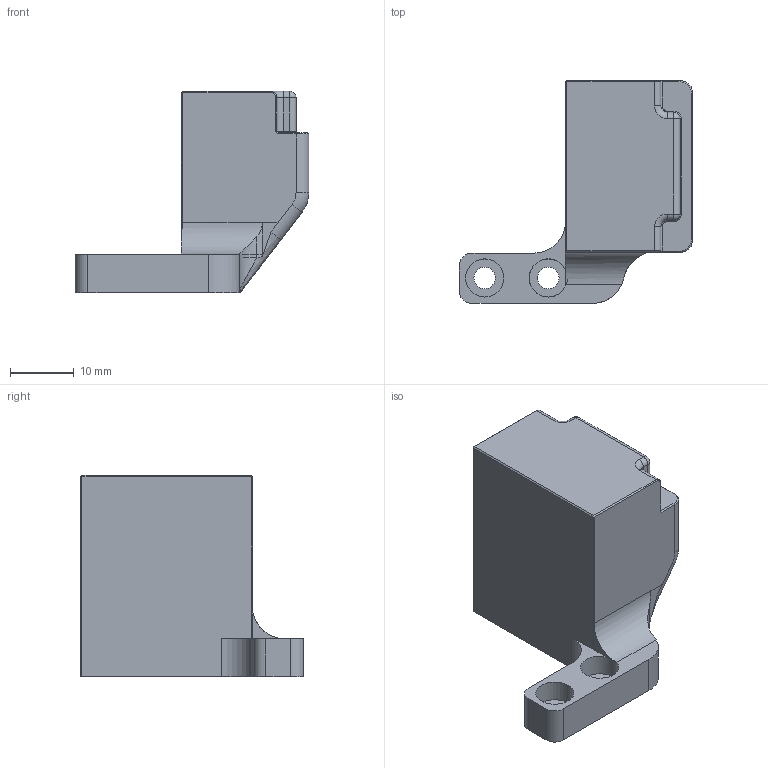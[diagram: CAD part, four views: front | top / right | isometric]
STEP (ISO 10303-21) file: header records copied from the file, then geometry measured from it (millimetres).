
FILE_DESCRIPTION(/* description */ ('STEP AP203'),/* implementation_level */ '2;1');
FILE_NAME(/* name */ '',/* time_stamp */ '2025-11-03T18:18:10+08:00',/* author */ (''),/* organization */ (''),/* preprocessor_version */ 'ST-DEVELOPER v20.1',/* originating_system */ 'Autodesk Translation Framework v14.17.0.0',/* authorisation */ '');
FILE_SCHEMA (('AUTOMOTIVE_DESIGN { 1 0 10303 214 3 1 1 }'));
Length unit declared in the file: millimetre
Products named in the file (1): ÐÇº£Í¼G1×ª½Ó¼
þ
Bounding box: 36.72 x 35 x 31.66 mm (x, y, z)
Volume: 10484.5 mm3; surface area: 5159 mm2
Topology: 1 solids, 1 shells, 110 faces, 272 edges, 163 vertices
Faces by surface type: plane 52, cylinder 35, cone 11, sphere 4, bspline 4, torus 4
Full cylindrical faces by diameter (mm): 2.5 x2, 3.4 x2, 6 x2
Entity records: 3445 total; most frequent: CARTESIAN_POINT 809, DIRECTION 548, ORIENTED_EDGE 538, EDGE_CURVE 269, AXIS2_PLACEMENT_3D 187, LINE 174, VECTOR 174, VERTEX_POINT 164
